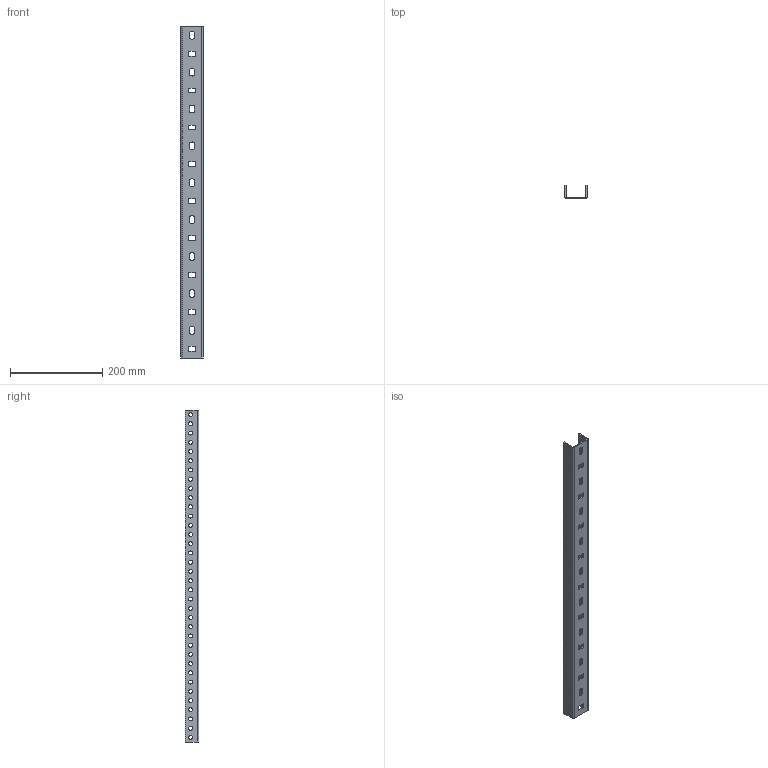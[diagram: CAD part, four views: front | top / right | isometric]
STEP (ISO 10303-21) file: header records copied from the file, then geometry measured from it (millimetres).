
FILE_DESCRIPTION (( 'STEP AP203' ), '1' );
FILE_NAME ('Ïðîôèëü BPM-29_BPM2907.STEP', '2012-11-16T11:02:26', ( 'Àñååâ' ), ( '' ), 'SwSTEP 2.0', 'SolidWorks 2012', '' );
FILE_SCHEMA (( 'CONFIG_CONTROL_DESIGN' ));
Length unit declared in the file: millimetre
Products named in the file (1): Ïðîôèëü BPM-29_BPM2907
Bounding box: 48 x 29 x 720 mm (x, y, z)
Volume: 161394.3 mm3; surface area: 140241.4 mm2
Topology: 1 solids, 1 shells, 166 faces, 512 edges, 348 vertices
Faces by surface type: cylinder 112, plane 54
Full cylindrical faces by diameter (mm): 8.5 x72
Entity records: 5593 total; most frequent: DIRECTION 962, CARTESIAN_POINT 883, ORIENTED_EDGE 808, EDGE_LOOP 418, EDGE_CURVE 404, AXIS2_PLACEMENT_3D 391, VERTEX_POINT 312, FACE_OUTER_BOUND 238
